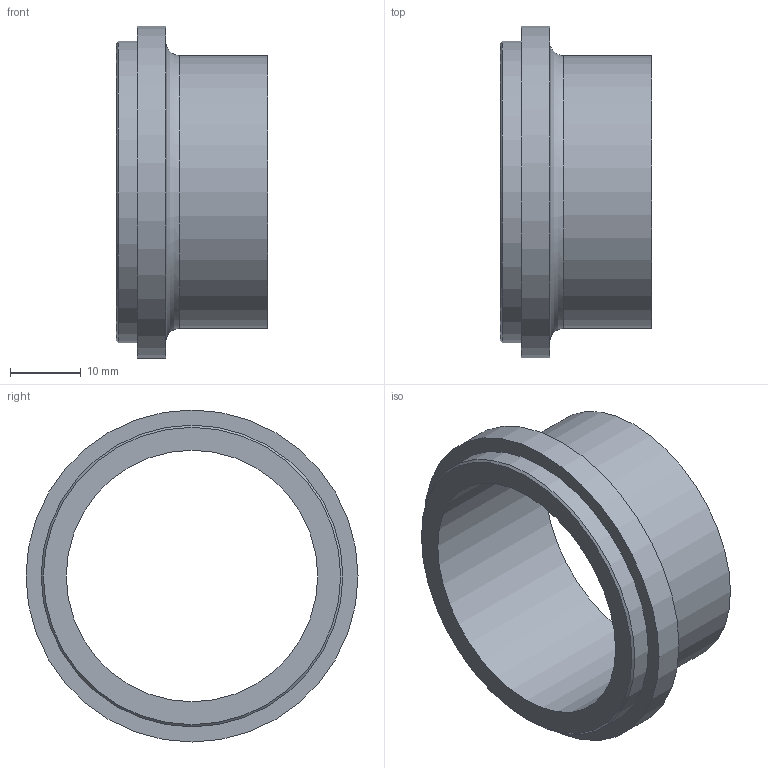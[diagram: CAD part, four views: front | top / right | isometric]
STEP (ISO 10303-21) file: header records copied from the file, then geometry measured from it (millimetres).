
FILE_DESCRIPTION((''),'2;1');
FILE_NAME('15343112X.stp','2010-08-09T16:41:45',('thilbrands'),(''),'Autodesk Inventor 2008','Autodesk Inventor 2008','');
FILE_SCHEMA(('AUTOMOTIVE_DESIGN { 1 0 10303 214 1 1 1 1 }'));
Length unit declared in the file: millimetre
Products named in the file (1): 153431003
Bounding box: 21.5 x 47 x 47 mm (x, y, z)
Volume: 6902.7 mm3; surface area: 6509 mm2
Topology: 1 solids, 1 shells, 10 faces, 16 edges, 10 vertices
Faces by surface type: cylinder 4, plane 4, cone 1, bspline 1
Full cylindrical faces by diameter (mm): 35.6 x1, 38.6 x1, 42.7 x1, 47 x1
Entity records: 274 total; most frequent: CARTESIAN_POINT 75, DIRECTION 40, AXIS2_PLACEMENT_3D 20, ORIENTED_EDGE 20, EDGE_LOOP 20, VERTEX_POINT 10, CIRCLE 10, EDGE_CURVE 10
